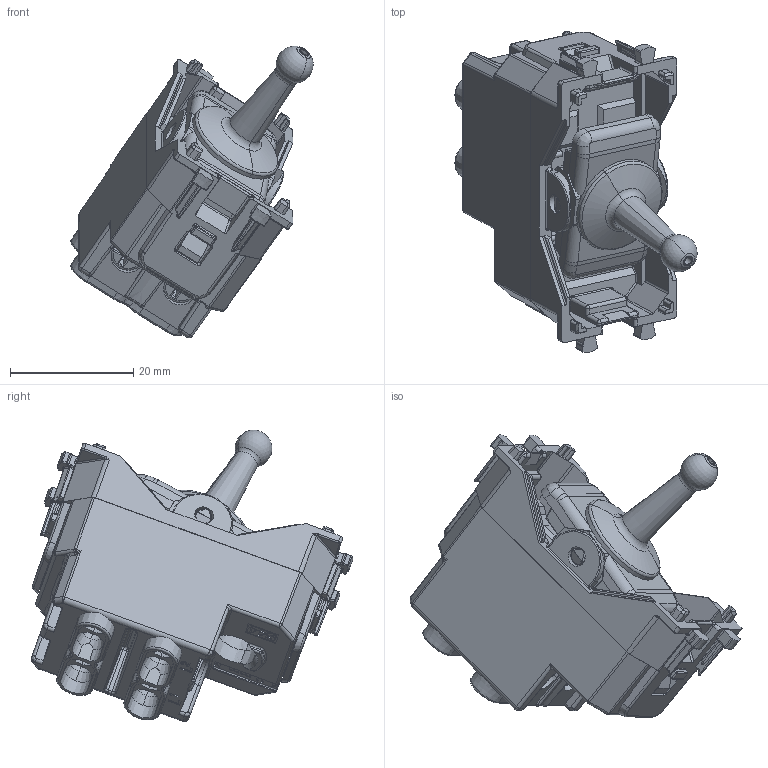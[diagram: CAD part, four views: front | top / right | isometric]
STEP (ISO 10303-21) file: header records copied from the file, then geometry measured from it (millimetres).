
FILE_DESCRIPTION(('CATIA V5 STEP Exchange'),'2;1');
FILE_NAME('444010OT_20A.stp','2025-03-06T14:59:15+00:00',('none'),('none'),'CATIA Version 5-6 Release 2016 SP6','CATIA V5 STEP AP203','none');
FILE_SCHEMA(('CONFIG_CONTROL_DESIGN'));
Products named in the file (1): STP
Assembly tree (17 placements, depth 2):
  STP
    #57
    #39609  x4
    #41522  x2
    #42388
    #90624
    #100084
    #100726
    #108978  x2
    #110665  x2
    #111710  x2
Bounding box: 39.31 x 52.17 x 47.32 mm (x, y, z)
Volume: 13477.9 mm3; surface area: 22113.3 mm2
Topology: 19 solids, 19 shells, 3265 faces, 8774 edges, 5425 vertices
Faces by surface type: plane 1564, cylinder 951, bspline 292, cone 210, torus 120, sphere 104, extrusion 18, revolution 6
Entity records: 113656 total; most frequent: CARTESIAN_POINT 50296, ORIENTED_EDGE 15368, DIRECTION 9201, EDGE_CURVE 7684, VERTEX_POINT 4806, VECTOR 3904, LINE 3886, AXIS2_PLACEMENT_3D 3149
